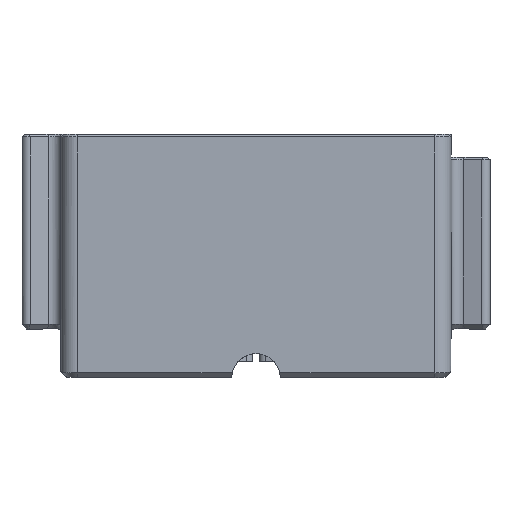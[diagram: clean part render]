
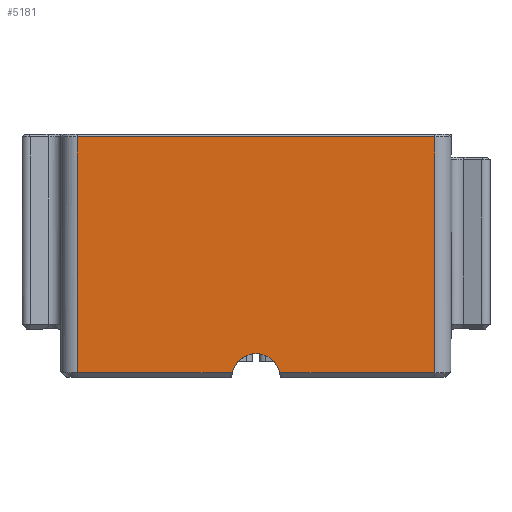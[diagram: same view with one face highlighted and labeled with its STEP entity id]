
A CAD part, front view. The second image highlights one B-rep face of the part: STEP entity #5181.
In plain terms, the highlighted planar face has unit normal (0, -1, 0).
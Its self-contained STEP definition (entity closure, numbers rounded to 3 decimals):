
#57 = CARTESIAN_POINT ( 'NONE',  ( -7.327, -86.962, -18.4 ) ) ;
#386 = PLANE ( 'NONE',  #1212 ) ;
#569 = EDGE_CURVE ( 'NONE', #12180, #3949, #11004, .T. ) ;
#628 = CARTESIAN_POINT ( 'NONE',  ( -60., -86.962, -18.4 ) ) ;
#671 = DIRECTION ( 'NONE',  ( 1., 0., 0. ) ) ;
#692 = ORIENTED_EDGE ( 'NONE', *, *, #569, .F. ) ;
#959 = DIRECTION ( 'NONE',  ( -1., 0., 0. ) ) ;
#1212 = AXIS2_PLACEMENT_3D ( 'NONE', #11621, #5981, #3148 ) ;
#1359 = ORIENTED_EDGE ( 'NONE', *, *, #8462, .T. ) ;
#1522 = DIRECTION ( 'NONE',  ( 1., 0., 0. ) ) ;
#1631 = DIRECTION ( 'NONE',  ( 0., 0., 1. ) ) ;
#2206 = ORIENTED_EDGE ( 'NONE', *, *, #2433, .T. ) ;
#2433 = EDGE_CURVE ( 'NONE', #4222, #9793, #3513, .T. ) ;
#2541 = ORIENTED_EDGE ( 'NONE', *, *, #10550, .T. ) ;
#2580 = CARTESIAN_POINT ( 'NONE',  ( 0., -86.962, -20. ) ) ;
#2793 = VECTOR ( 'NONE', #3970, 1000. ) ;
#3148 = DIRECTION ( 'NONE',  ( -1., 0., 0. ) ) ;
#3199 = CARTESIAN_POINT ( 'NONE',  ( -55., -86.962, -18.4 ) ) ;
#3474 = CARTESIAN_POINT ( 'NONE',  ( 7.327, -86.962, -18.4 ) ) ;
#3513 = LINE ( 'NONE', #6769, #2793 ) ;
#3699 = EDGE_CURVE ( 'NONE', #12180, #6436, #7225, .T. ) ;
#3846 = LINE ( 'NONE', #10798, #10618 ) ;
#3949 = VERTEX_POINT ( 'NONE', #57 ) ;
#3970 = DIRECTION ( 'NONE',  ( 0., 0., -1. ) ) ;
#4222 = VERTEX_POINT ( 'NONE', #11075 ) ;
#4467 = ORIENTED_EDGE ( 'NONE', *, *, #3699, .T. ) ;
#4832 = EDGE_LOOP ( 'NONE', ( #2206, #1359, #692, #4467, #11860, #2541 ) ) ;
#5074 = VECTOR ( 'NONE', #959, 1000. ) ;
#5181 = ADVANCED_FACE ( 'NONE', ( #11892 ), #386, .F. ) ;
#5503 = DIRECTION ( 'NONE',  ( 1., 0., 0. ) ) ;
#5981 = DIRECTION ( 'NONE',  ( 0., 1., 0. ) ) ;
#6307 = DIRECTION ( 'NONE',  ( 0., -1., 0. ) ) ;
#6436 = VERTEX_POINT ( 'NONE', #8207 ) ;
#6769 = CARTESIAN_POINT ( 'NONE',  ( -55., -86.962, 25. ) ) ;
#6843 = VERTEX_POINT ( 'NONE', #8121 ) ;
#7225 = LINE ( 'NONE', #628, #8825 ) ;
#7491 = CARTESIAN_POINT ( 'NONE',  ( -60., -86.962, 54.2 ) ) ;
#8121 = CARTESIAN_POINT ( 'NONE',  ( 55., -86.962, 54.2 ) ) ;
#8207 = CARTESIAN_POINT ( 'NONE',  ( 55., -86.962, -18.4 ) ) ;
#8462 = EDGE_CURVE ( 'NONE', #9793, #3949, #9340, .T. ) ;
#8825 = VECTOR ( 'NONE', #671, 1000. ) ;
#9050 = VECTOR ( 'NONE', #5503, 1000. ) ;
#9340 = LINE ( 'NONE', #10386, #9050 ) ;
#9793 = VERTEX_POINT ( 'NONE', #3199 ) ;
#10088 = AXIS2_PLACEMENT_3D ( 'NONE', #2580, #6307, #1522 ) ;
#10386 = CARTESIAN_POINT ( 'NONE',  ( -60., -86.962, -18.4 ) ) ;
#10423 = EDGE_CURVE ( 'NONE', #6436, #6843, #3846, .T. ) ;
#10550 = EDGE_CURVE ( 'NONE', #6843, #4222, #10931, .T. ) ;
#10618 = VECTOR ( 'NONE', #1631, 1000. ) ;
#10798 = CARTESIAN_POINT ( 'NONE',  ( 55., -86.962, 25. ) ) ;
#10931 = LINE ( 'NONE', #7491, #5074 ) ;
#11004 = CIRCLE ( 'NONE', #10088, 7.5 ) ;
#11075 = CARTESIAN_POINT ( 'NONE',  ( -55., -86.962, 54.2 ) ) ;
#11621 = CARTESIAN_POINT ( 'NONE',  ( -60., -86.962, 25. ) ) ;
#11860 = ORIENTED_EDGE ( 'NONE', *, *, #10423, .T. ) ;
#11892 = FACE_OUTER_BOUND ( 'NONE', #4832, .T. ) ;
#12180 = VERTEX_POINT ( 'NONE', #3474 ) ;
